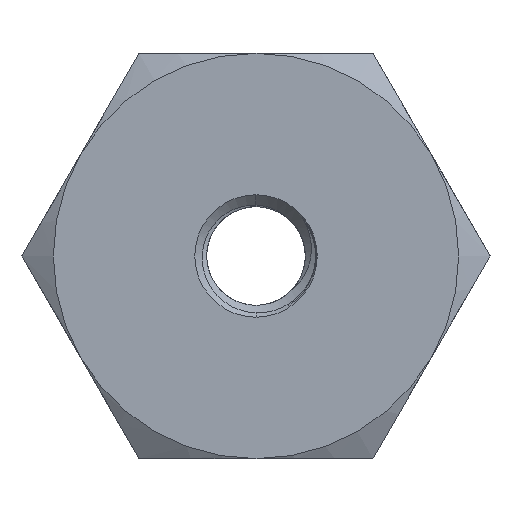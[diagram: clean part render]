
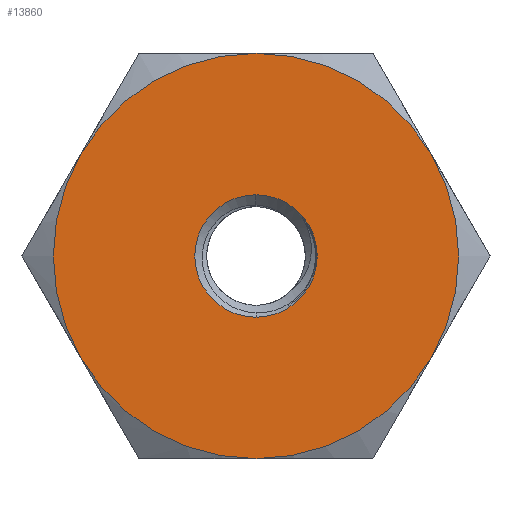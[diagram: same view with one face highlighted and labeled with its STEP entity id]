
A CAD part, front view. The second image highlights one B-rep face of the part: STEP entity #13860.
In plain terms, the highlighted planar face has unit normal (0, -1, 0).
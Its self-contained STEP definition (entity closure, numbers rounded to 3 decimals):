
#150 = EDGE_LOOP ( 'NONE', ( #23315, #25953 ) ) ;
#420 = CIRCLE ( 'NONE', #20406, 8.5 ) ;
#562 = ORIENTED_EDGE ( 'NONE', *, *, #4311, .F. ) ;
#1173 = CARTESIAN_POINT ( 'NONE',  ( 0., -13., 0. ) ) ;
#1412 = CARTESIAN_POINT ( 'NONE',  ( 0., -13., 0. ) ) ;
#1723 = AXIS2_PLACEMENT_3D ( 'NONE', #14326, #1944, #16392 ) ;
#1944 = DIRECTION ( 'NONE',  ( 0., 1., 0. ) ) ;
#2237 = AXIS2_PLACEMENT_3D ( 'NONE', #1412, #15849, #3475 ) ;
#2631 = CARTESIAN_POINT ( 'NONE',  ( 0., -13., -8.5 ) ) ;
#2658 = CARTESIAN_POINT ( 'NONE',  ( 0., -13., 0. ) ) ;
#2735 = CARTESIAN_POINT ( 'NONE',  ( 0., -13., 0. ) ) ;
#3022 = PLANE ( 'NONE',  #12158 ) ;
#3202 = CARTESIAN_POINT ( 'NONE',  ( 0., -13., 0. ) ) ;
#3239 = DIRECTION ( 'NONE',  ( 0., 0., 1. ) ) ;
#3274 = EDGE_CURVE ( 'NONE', #19768, #8884, #11162, .T. ) ;
#3475 = DIRECTION ( 'NONE',  ( 0., 0., 1. ) ) ;
#3693 = CARTESIAN_POINT ( 'NONE',  ( -7.361, -13., -4.25 ) ) ;
#3929 = AXIS2_PLACEMENT_3D ( 'NONE', #12044, #26452, #14106 ) ;
#4311 = EDGE_CURVE ( 'NONE', #23483, #16752, #420, .T. ) ;
#4728 = DIRECTION ( 'NONE',  ( 0., 0., 1. ) ) ;
#4749 = CARTESIAN_POINT ( 'NONE',  ( 0., -13., 0. ) ) ;
#4820 = DIRECTION ( 'NONE',  ( 0., 0., -1. ) ) ;
#5290 = DIRECTION ( 'NONE',  ( 0., 0., 1. ) ) ;
#6189 = AXIS2_PLACEMENT_3D ( 'NONE', #20740, #8474, #22853 ) ;
#6504 = AXIS2_PLACEMENT_3D ( 'NONE', #4749, #19133, #6857 ) ;
#6806 = FACE_BOUND ( 'NONE', #150, .T. ) ;
#6857 = DIRECTION ( 'NONE',  ( 0., 0., 1. ) ) ;
#7595 = CIRCLE ( 'NONE', #6504, 8.5 ) ;
#8018 = ORIENTED_EDGE ( 'NONE', *, *, #17234, .F. ) ;
#8306 = ORIENTED_EDGE ( 'NONE', *, *, #8651, .F. ) ;
#8474 = DIRECTION ( 'NONE',  ( 0., 1., 0. ) ) ;
#8583 = CIRCLE ( 'NONE', #3929, 2.567 ) ;
#8651 = EDGE_CURVE ( 'NONE', #16752, #15942, #7595, .T. ) ;
#8884 = VERTEX_POINT ( 'NONE', #21657 ) ;
#11162 = CIRCLE ( 'NONE', #20733, 2.567 ) ;
#11556 = CIRCLE ( 'NONE', #2237, 8.5 ) ;
#11982 = CARTESIAN_POINT ( 'NONE',  ( -7.361, -13., 4.25 ) ) ;
#12044 = CARTESIAN_POINT ( 'NONE',  ( 0., -13., 0. ) ) ;
#12158 = AXIS2_PLACEMENT_3D ( 'NONE', #3202, #17612, #5290 ) ;
#12269 = FACE_OUTER_BOUND ( 'NONE', #23370, .T. ) ;
#13039 = ORIENTED_EDGE ( 'NONE', *, *, #18726, .F. ) ;
#13464 = CIRCLE ( 'NONE', #1723, 8.5 ) ;
#13860 = ADVANCED_FACE ( 'NONE', ( #6806, #12269 ), #3022, .F. ) ;
#14106 = DIRECTION ( 'NONE',  ( 0., 0., 1. ) ) ;
#14326 = CARTESIAN_POINT ( 'NONE',  ( 0., -13., 0. ) ) ;
#14336 = EDGE_CURVE ( 'NONE', #24149, #15942, #25761, .T. ) ;
#14780 = ORIENTED_EDGE ( 'NONE', *, *, #14336, .T. ) ;
#15628 = DIRECTION ( 'NONE',  ( 0., 1., 0. ) ) ;
#15849 = DIRECTION ( 'NONE',  ( 0., 1., 0. ) ) ;
#15942 = VERTEX_POINT ( 'NONE', #23230 ) ;
#16392 = DIRECTION ( 'NONE',  ( 0., 0., 1. ) ) ;
#16752 = VERTEX_POINT ( 'NONE', #21670 ) ;
#17089 = DIRECTION ( 'NONE',  ( 0., 1., 0. ) ) ;
#17168 = DIRECTION ( 'NONE',  ( 0., -1., 0. ) ) ;
#17234 = EDGE_CURVE ( 'NONE', #24149, #22672, #20486, .T. ) ;
#17612 = DIRECTION ( 'NONE',  ( 0., 1., 0. ) ) ;
#17699 = EDGE_CURVE ( 'NONE', #8884, #19768, #8583, .T. ) ;
#18726 = EDGE_CURVE ( 'NONE', #22672, #23214, #11556, .T. ) ;
#18885 = EDGE_CURVE ( 'NONE', #23214, #23483, #13464, .T. ) ;
#19133 = DIRECTION ( 'NONE',  ( 0., 1., 0. ) ) ;
#19768 = VERTEX_POINT ( 'NONE', #21854 ) ;
#19840 = ORIENTED_EDGE ( 'NONE', *, *, #18885, .F. ) ;
#20406 = AXIS2_PLACEMENT_3D ( 'NONE', #2658, #17089, #4728 ) ;
#20486 = CIRCLE ( 'NONE', #6189, 8.5 ) ;
#20733 = AXIS2_PLACEMENT_3D ( 'NONE', #1173, #15628, #3239 ) ;
#20740 = CARTESIAN_POINT ( 'NONE',  ( 0., -13., 0. ) ) ;
#20927 = CARTESIAN_POINT ( 'NONE',  ( 0., -13., 8.5 ) ) ;
#21657 = CARTESIAN_POINT ( 'NONE',  ( 0., -13., -2.567 ) ) ;
#21670 = CARTESIAN_POINT ( 'NONE',  ( 7.361, -13., 4.25 ) ) ;
#21854 = CARTESIAN_POINT ( 'NONE',  ( 0., -13., 2.567 ) ) ;
#22672 = VERTEX_POINT ( 'NONE', #3693 ) ;
#22853 = DIRECTION ( 'NONE',  ( 0., 0., 1. ) ) ;
#23214 = VERTEX_POINT ( 'NONE', #11982 ) ;
#23230 = CARTESIAN_POINT ( 'NONE',  ( 7.361, -13., -4.25 ) ) ;
#23315 = ORIENTED_EDGE ( 'NONE', *, *, #17699, .T. ) ;
#23370 = EDGE_LOOP ( 'NONE', ( #562, #19840, #13039, #8018, #14780, #8306 ) ) ;
#23483 = VERTEX_POINT ( 'NONE', #20927 ) ;
#24149 = VERTEX_POINT ( 'NONE', #2631 ) ;
#24942 = AXIS2_PLACEMENT_3D ( 'NONE', #2735, #17168, #4820 ) ;
#25761 = CIRCLE ( 'NONE', #24942, 8.5 ) ;
#25953 = ORIENTED_EDGE ( 'NONE', *, *, #3274, .T. ) ;
#26452 = DIRECTION ( 'NONE',  ( 0., 1., 0. ) ) ;
